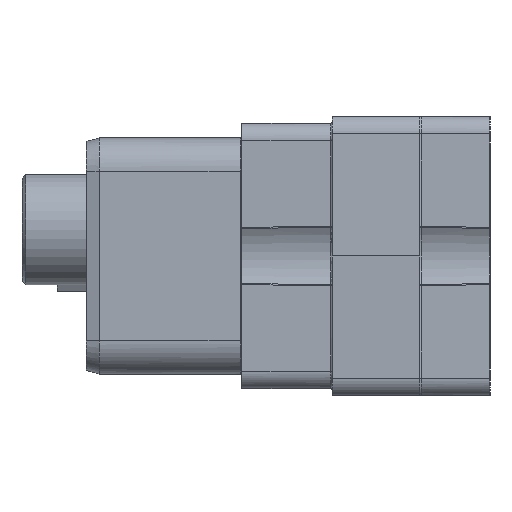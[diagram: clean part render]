
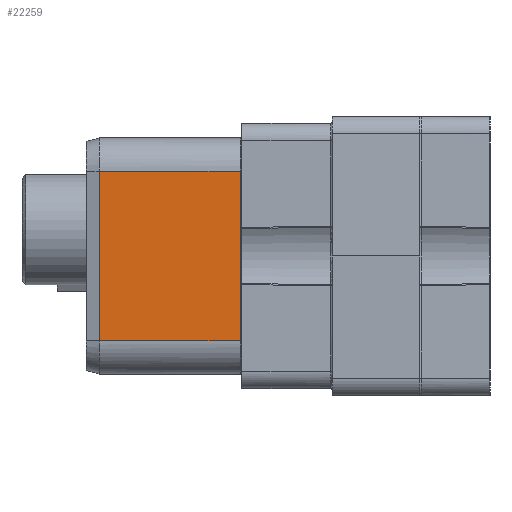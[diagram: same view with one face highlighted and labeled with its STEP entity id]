
A CAD part, left-side view. The second image highlights one B-rep face of the part: STEP entity #22259.
In plain terms, the highlighted planar face has unit normal (-1, 0.011, 0).
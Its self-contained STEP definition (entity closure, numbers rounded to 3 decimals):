
#6201=CARTESIAN_POINT('',(-20.929,0.099,
-4.825));
#6262=CARTESIAN_POINT('',(-20.838,8.124,-4.825));
#6264=DIRECTION('',(0.011,1.,0.));
#6265=VECTOR('',#6264,8.026);
#6266=CARTESIAN_POINT('',(-20.929,0.099,
-4.825));
#6267=LINE('',#6266,#6265);
#6268=DIRECTION('',(0.,0.,1.));
#6269=VECTOR('',#6268,9.65);
#6270=CARTESIAN_POINT('',(-20.929,0.099,
-4.825));
#6271=LINE('',#6270,#6269);
#6272=CARTESIAN_POINT('',(-20.838,8.124,-4.825));
#6273=CARTESIAN_POINT('',(-20.838,8.124,
-3.753));
#6274=CARTESIAN_POINT('',(-20.838,8.125,
-1.608));
#6275=CARTESIAN_POINT('',(-20.838,8.125,1.608));
#6276=CARTESIAN_POINT('',(-20.838,8.125,3.753));
#6277=CARTESIAN_POINT('',(-20.838,8.125,4.825));
#6279=CARTESIAN_POINT('',(-20.929,0.099,
4.825));
#6332=CARTESIAN_POINT('',(-20.929,0.099,4.825));
#6333=CARTESIAN_POINT('',(-20.919,0.991,4.825));
#6334=CARTESIAN_POINT('',(-20.899,2.774,4.825));
#6335=CARTESIAN_POINT('',(-20.868,5.45,4.825));
#6336=CARTESIAN_POINT('',(-20.848,7.233,4.825));
#6337=CARTESIAN_POINT('',(-20.838,8.125,4.825));
#16743=VERTEX_POINT('',#6262);
#16745=VERTEX_POINT('',#6277);
#17473=VERTEX_POINT('',#6279);
#17496=VERTEX_POINT('',#6201);
#22247=CARTESIAN_POINT('',(-20.93,0.,6.705));
#22248=DIRECTION('',(1.,-0.011,0.));
#22249=DIRECTION('',(0.011,1.,0.));
#22250=AXIS2_PLACEMENT_3D('',#22247,#22248,#22249);
#22251=PLANE('',#22250);
#22252=ORIENTED_EDGE('',*,*,#22171,.F.);
#22253=ORIENTED_EDGE('',*,*,#22242,.T.);
#22254=ORIENTED_EDGE('',*,*,#21879,.T.);
#22256=ORIENTED_EDGE('',*,*,#22255,.F.);
#22257=EDGE_LOOP('',(#22252,#22253,#22254,#22256));
#22258=FACE_OUTER_BOUND('',#22257,.F.);
#22259=ADVANCED_FACE('',(#22258),#22251,.F.);
#6278=B_SPLINE_CURVE_WITH_KNOTS('',3,(#6272,#6273,#6274,#6275,#6276,#6277),
.UNSPECIFIED.,.F.,.F.,(4,1,1,4),(0.,0.333,0.667,1.),
.UNSPECIFIED.);
#6338=B_SPLINE_CURVE_WITH_KNOTS('',3,(#6332,#6333,#6334,#6335,#6336,#6337),
.UNSPECIFIED.,.F.,.F.,(4,1,1,4),(0.,0.333,0.667,1.),
.UNSPECIFIED.);
#21879=EDGE_CURVE('',#16743,#16745,#6278,.T.);
#22171=EDGE_CURVE('',#17496,#17473,#6271,.T.);
#22242=EDGE_CURVE('',#17496,#16743,#6267,.T.);
#22255=EDGE_CURVE('',#17473,#16745,#6338,.T.);
